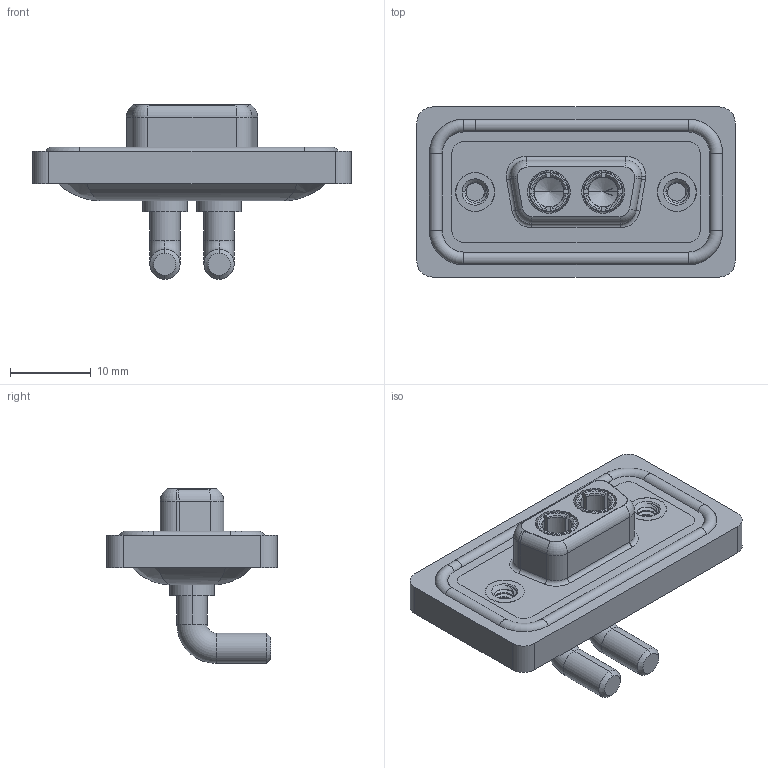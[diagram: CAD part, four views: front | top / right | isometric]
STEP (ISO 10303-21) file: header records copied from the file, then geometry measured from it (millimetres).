
FILE_DESCRIPTION (( 'STEP AP203' ), '1' );
FILE_NAME ('630W2W2-240-4N2.STEP', '2024-04-11T20:49:13', ( '' ), ( '' ), 'SwSTEP 2.0', 'SolidWorks 2023', '' );
FILE_SCHEMA (( 'CONFIG_CONTROL_DESIGN' ));
Length unit declared in the file: millimetre
Products named in the file (7): 630W2W2-240-4N2; 630Combo Shell Rear_09 Contacts; 630Combo Shell Front_09 Contacts; 630Combo Housing_2W2; 630Combo Waterproof Housing_09 Contacts; Power Socket_40A RA; 630Combo Threaded Rivet_2
Assembly tree (8 placements, depth 2):
  630W2W2-240-4N2
    630Combo Housing_2W2
    630Combo Shell Front_09 Contacts
    630Combo Shell Rear_09 Contacts
    630Combo Threaded Rivet_2  x2
    Power Socket_40A RA  x2
    630Combo Waterproof Housing_09 Contacts
Bounding box: 39.5 x 21.1 x 21.68 mm (x, y, z)
Volume: 4961.3 mm3; surface area: 7873.1 mm2
Topology: 11 solids, 11 shells, 542 faces, 1361 edges, 856 vertices
Faces by surface type: cylinder 238, plane 163, torus 83, cone 46, bspline 12
Entity records: 15698 total; most frequent: CARTESIAN_POINT 4428, DIRECTION 2304, ORIENTED_EDGE 2156, EDGE_CURVE 1078, AXIS2_PLACEMENT_3D 920, VERTEX_POINT 679, CIRCLE 481, EDGE_LOOP 477
